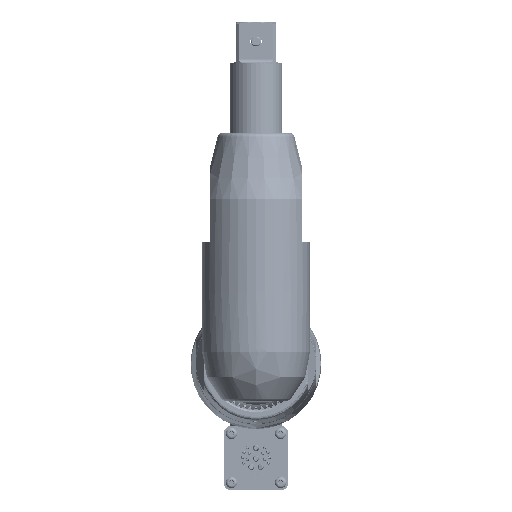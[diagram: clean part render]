
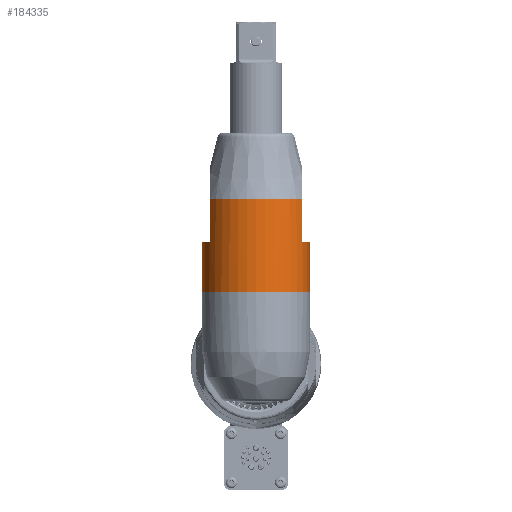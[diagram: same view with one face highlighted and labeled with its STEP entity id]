
A CAD part, left-side view. The second image highlights one B-rep face of the part: STEP entity #184335.
In plain terms, the highlighted cylindrical face has radius 26.162 mm (diameter 52.324 mm), a partial arc.
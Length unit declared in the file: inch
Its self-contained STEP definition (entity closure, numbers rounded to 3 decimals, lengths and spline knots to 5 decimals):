
#183929=DIRECTION('',(0.,0.,1.));
#183930=VECTOR('',#183929,0.801);
#183931=CARTESIAN_POINT('',(-18.78185,-0.8675,2.3505));
#183932=LINE('',#183931,#183930);
#183933=CARTESIAN_POINT('',(-18.78185,-0.8675,3.1515));
#183994=CARTESIAN_POINT('',(-18.23445,0.005,2.3205));
#183995=DIRECTION('',(0.,0.,1.));
#183996=DIRECTION('',(-0.482,-0.876,0.));
#183997=AXIS2_PLACEMENT_3D('',#183994,#183995,#183996);
#183999=DIRECTION('',(0.,0.,-1.));
#184000=VECTOR('',#183999,0.947);
#184001=CARTESIAN_POINT('',(-18.23445,-1.025,2.3205));
#184002=LINE('',#184001,#184000);
#184003=CARTESIAN_POINT('',(-18.23445,0.005,1.3735));
#184004=DIRECTION('',(0.,0.,-1.));
#184005=DIRECTION('',(0.,-1.,0.));
#184006=AXIS2_PLACEMENT_3D('',#184003,#184004,#184005);
#184008=DIRECTION('',(0.,0.,-1.));
#184009=VECTOR('',#184008,0.947);
#184010=CARTESIAN_POINT('',(-18.23445,1.035,2.3205));
#184011=LINE('',#184010,#184009);
#184012=CARTESIAN_POINT('',(-18.78185,0.8775,2.3505));
#184013=CARTESIAN_POINT('',(-18.78185,0.8775,2.34763));
#184014=CARTESIAN_POINT('',(-18.78055,0.87831,
2.34234));
#184015=CARTESIAN_POINT('',(-18.77614,0.88106,
2.33578));
#184016=CARTESIAN_POINT('',(-18.76981,0.88495,
2.33038));
#184017=CARTESIAN_POINT('',(-18.7623,0.88948,
2.32626));
#184018=CARTESIAN_POINT('',(-18.75323,0.89484,
2.32306));
#184019=CARTESIAN_POINT('',(-18.74273,0.90088,
2.321));
#184020=CARTESIAN_POINT('',(-18.73494,0.90524,2.3205));
#184021=CARTESIAN_POINT('',(-18.73083,0.9075,2.3205));
#184023=CARTESIAN_POINT('',(-18.23445,0.005,3.1515));
#184024=DIRECTION('',(0.,0.,-1.));
#184025=DIRECTION('',(-0.531,-0.847,0.));
#184026=AXIS2_PLACEMENT_3D('',#184023,#184024,#184025);
#184028=CARTESIAN_POINT('',(-18.73083,-0.8975,2.3205));
#184029=CARTESIAN_POINT('',(-18.73494,-0.89524,2.3205));
#184030=CARTESIAN_POINT('',(-18.74273,-0.89088,
2.321));
#184031=CARTESIAN_POINT('',(-18.75323,-0.88484,
2.32306));
#184032=CARTESIAN_POINT('',(-18.7623,-0.87948,
2.32626));
#184033=CARTESIAN_POINT('',(-18.76981,-0.87495,
2.33038));
#184034=CARTESIAN_POINT('',(-18.77614,-0.87106,
2.33578));
#184035=CARTESIAN_POINT('',(-18.78055,-0.86831,
2.34234));
#184036=CARTESIAN_POINT('',(-18.78185,-0.8675,2.34763));
#184037=CARTESIAN_POINT('',(-18.78185,-0.8675,2.3505));
#184044=CARTESIAN_POINT('',(-18.23445,0.005,2.3205));
#184045=DIRECTION('',(0.,0.,1.));
#184046=DIRECTION('',(0.,1.,0.));
#184047=AXIS2_PLACEMENT_3D('',#184044,#184045,#184046);
#184079=CARTESIAN_POINT('',(-18.78185,0.8775,3.1515));
#184081=DIRECTION('',(0.,0.,1.));
#184082=VECTOR('',#184081,0.801);
#184083=CARTESIAN_POINT('',(-18.78185,0.8775,2.3505));
#184084=LINE('',#184083,#184082);
#184146=CARTESIAN_POINT('',(-18.23445,-1.025,1.3735));
#184147=CARTESIAN_POINT('',(-18.23445,1.035,1.3735));
#184148=VERTEX_POINT('',#184146);
#184149=VERTEX_POINT('',#184147);
#184153=CARTESIAN_POINT('',(-18.23445,1.035,2.3205));
#184155=VERTEX_POINT('',#184153);
#184157=CARTESIAN_POINT('',(-18.73083,0.9075,2.3205));
#184158=VERTEX_POINT('',#184157);
#184159=CARTESIAN_POINT('',(-18.78185,0.8775,2.3505));
#184160=VERTEX_POINT('',#184159);
#184161=VERTEX_POINT('',#184079);
#184164=CARTESIAN_POINT('',(-18.23445,-1.025,2.3205));
#184166=VERTEX_POINT('',#184164);
#184169=VERTEX_POINT('',#183933);
#184170=CARTESIAN_POINT('',(-18.73083,-0.8975,2.3205));
#184171=VERTEX_POINT('',#184170);
#184172=VERTEX_POINT('',#184037);
#184312=CARTESIAN_POINT('',(-18.23445,0.005,0.74595));
#184313=DIRECTION('',(0.,0.,1.));
#184314=DIRECTION('',(0.,1.,0.));
#184315=AXIS2_PLACEMENT_3D('',#184312,#184313,#184314);
#184316=CYLINDRICAL_SURFACE('',#184315,1.03);
#184317=ORIENTED_EDGE('',*,*,#184305,.T.);
#184318=ORIENTED_EDGE('',*,*,#184294,.T.);
#184320=ORIENTED_EDGE('',*,*,#184319,.T.);
#184321=ORIENTED_EDGE('',*,*,#184290,.F.);
#184323=ORIENTED_EDGE('',*,*,#184322,.T.);
#184325=ORIENTED_EDGE('',*,*,#184324,.F.);
#184327=ORIENTED_EDGE('',*,*,#184326,.T.);
#184329=ORIENTED_EDGE('',*,*,#184328,.F.);
#184330=ORIENTED_EDGE('',*,*,#184260,.F.);
#184332=ORIENTED_EDGE('',*,*,#184331,.F.);
#184333=EDGE_LOOP('',(#184317,#184318,#184320,#184321,#184323,#184325,#184327,
#184329,#184330,#184332));
#184334=FACE_OUTER_BOUND('',#184333,.F.);
#184335=ADVANCED_FACE('',(#184334),#184316,.T.);
#183998=CIRCLE('',#183997,1.03);
#184007=CIRCLE('',#184006,1.03);
#184022=B_SPLINE_CURVE_WITH_KNOTS('',3,(#184012,#184013,#184014,#184015,#184016,
#184017,#184018,#184019,#184020,#184021),.UNSPECIFIED.,.F.,.F.,(4,1,1,1,1,1,1,
4),(0.,0.14286,0.28571,0.42857,
0.57143,0.71429,0.85714,1.),.UNSPECIFIED.);
#184027=CIRCLE('',#184026,1.03);
#184038=B_SPLINE_CURVE_WITH_KNOTS('',3,(#184028,#184029,#184030,#184031,#184032,
#184033,#184034,#184035,#184036,#184037),.UNSPECIFIED.,.F.,.F.,(4,1,1,1,1,1,1,
4),(0.,0.14286,0.28571,0.42857,
0.57143,0.71429,0.85714,1.),.UNSPECIFIED.);
#184048=CIRCLE('',#184047,1.03);
#184260=EDGE_CURVE('',#184172,#184169,#183932,.T.);
#184290=EDGE_CURVE('',#184155,#184149,#184011,.T.);
#184294=EDGE_CURVE('',#184166,#184148,#184002,.T.);
#184305=EDGE_CURVE('',#184171,#184166,#183998,.T.);
#184319=EDGE_CURVE('',#184148,#184149,#184007,.T.);
#184322=EDGE_CURVE('',#184155,#184158,#184048,.T.);
#184324=EDGE_CURVE('',#184160,#184158,#184022,.T.);
#184326=EDGE_CURVE('',#184160,#184161,#184084,.T.);
#184328=EDGE_CURVE('',#184169,#184161,#184027,.T.);
#184331=EDGE_CURVE('',#184171,#184172,#184038,.T.);
